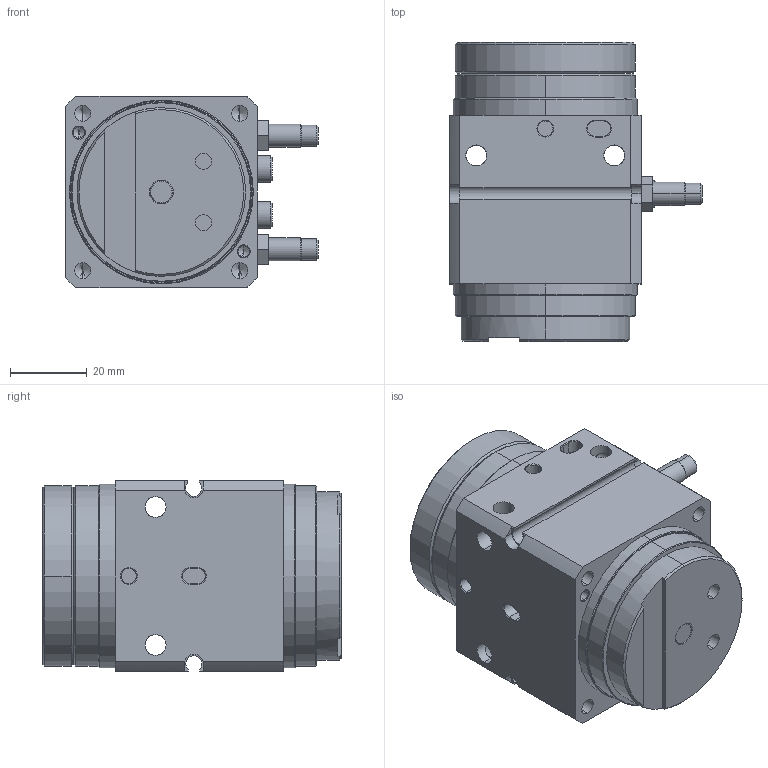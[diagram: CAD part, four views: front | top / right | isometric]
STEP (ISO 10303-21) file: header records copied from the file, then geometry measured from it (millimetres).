
FILE_DESCRIPTION (( 'STEP AP203' ), '1' );
FILE_NAME ('ARP-7.STEP', '2010-11-04T16:19:29', ( 'Utente' ), ( '' ), 'SwSTEP 2.0', 'SolidWorks 2004231', '' );
FILE_SCHEMA (( 'CONFIG_CONTROL_DESIGN' ));
Length unit declared in the file: millimetre
Products named in the file (3): Rotore; Corpo; ARP-7
Assembly tree (2 placements, depth 2):
  ARP-7
    Corpo
    Rotore
Bounding box: 66 x 78 x 50 mm (x, y, z)
Volume: 127129.3 mm3; surface area: 36718.8 mm2
Topology: 2 solids, 2 shells, 333 faces, 813 edges, 496 vertices
Faces by surface type: cylinder 152, plane 90, cone 87, torus 4
Entity records: 10290 total; most frequent: CARTESIAN_POINT 2059, DIRECTION 1751, ORIENTED_EDGE 1594, EDGE_CURVE 797, AXIS2_PLACEMENT_3D 692, VERTEX_POINT 496, EDGE_LOOP 403, VECTOR 367
